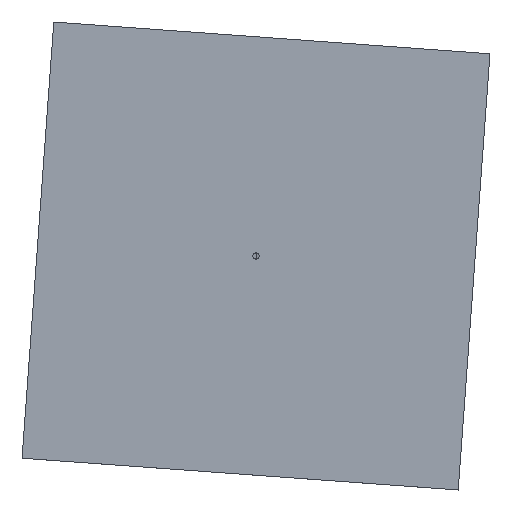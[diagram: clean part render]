
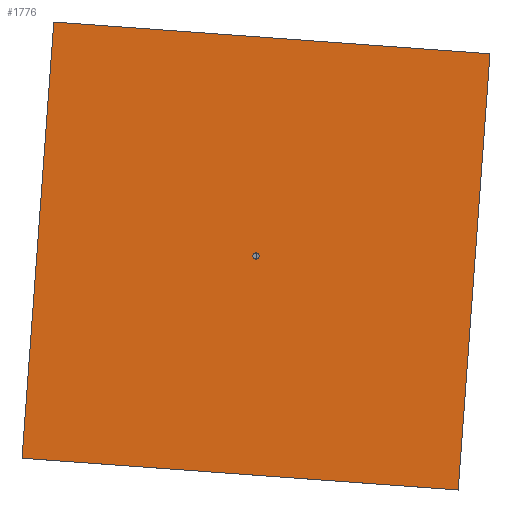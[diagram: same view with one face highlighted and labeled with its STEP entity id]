
A CAD part, top view. The second image highlights one B-rep face of the part: STEP entity #1776.
In plain terms, the highlighted face is planar.
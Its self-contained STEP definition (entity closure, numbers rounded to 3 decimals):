
#1585=DIRECTION('',(-1.,0.,0.));
#1586=VECTOR('',#1585,70.);
#1587=CARTESIAN_POINT('',(35.,1.5,35.));
#1588=LINE('',#1587,#1586);
#1597=DIRECTION('',(0.,0.,-1.));
#1598=VECTOR('',#1597,70.);
#1599=CARTESIAN_POINT('',(-35.,1.5,35.));
#1600=LINE('',#1599,#1598);
#1609=DIRECTION('',(1.,0.,0.));
#1610=VECTOR('',#1609,70.);
#1611=CARTESIAN_POINT('',(-35.,1.5,-35.));
#1612=LINE('',#1611,#1610);
#1621=DIRECTION('',(0.,0.,1.));
#1622=VECTOR('',#1621,70.);
#1623=CARTESIAN_POINT('',(35.,1.5,-35.));
#1624=LINE('',#1623,#1622);
#1625=CARTESIAN_POINT('',(0.,1.5,0.));
#1626=DIRECTION('',(0.,-1.,0.));
#1627=DIRECTION('',(1.,0.,0.));
#1628=AXIS2_PLACEMENT_3D('',#1625,#1626,#1627);
#1630=CARTESIAN_POINT('',(0.,1.5,0.));
#1631=DIRECTION('',(0.,-1.,0.));
#1632=DIRECTION('',(-1.,0.,0.));
#1633=AXIS2_PLACEMENT_3D('',#1630,#1631,#1632);
#1647=CARTESIAN_POINT('',(-35.,1.5,35.));
#1648=VERTEX_POINT('',#1647);
#1649=CARTESIAN_POINT('',(-35.,1.5,-35.));
#1650=VERTEX_POINT('',#1649);
#1653=CARTESIAN_POINT('',(35.,1.5,-35.));
#1654=VERTEX_POINT('',#1653);
#1657=CARTESIAN_POINT('',(35.,1.5,35.));
#1658=VERTEX_POINT('',#1657);
#1659=CARTESIAN_POINT('',(-0.5,1.5,0.));
#1661=VERTEX_POINT('',#1659);
#1663=CARTESIAN_POINT('',(0.5,1.5,0.));
#1665=VERTEX_POINT('',#1663);
#1760=CARTESIAN_POINT('',(0.,1.5,0.));
#1761=DIRECTION('',(0.,1.,0.));
#1762=DIRECTION('',(0.,0.,1.));
#1763=AXIS2_PLACEMENT_3D('',#1760,#1761,#1762);
#1764=PLANE('',#1763);
#1765=ORIENTED_EDGE('',*,*,#1712,.T.);
#1766=ORIENTED_EDGE('',*,*,#1727,.T.);
#1767=ORIENTED_EDGE('',*,*,#1741,.T.);
#1768=ORIENTED_EDGE('',*,*,#1754,.T.);
#1769=EDGE_LOOP('',(#1765,#1766,#1767,#1768));
#1770=FACE_OUTER_BOUND('',#1769,.F.);
#1772=ORIENTED_EDGE('',*,*,#1771,.F.);
#1773=ORIENTED_EDGE('',*,*,#1676,.F.);
#1774=EDGE_LOOP('',(#1772,#1773));
#1775=FACE_BOUND('',#1774,.F.);
#1776=ADVANCED_FACE('',(#1770,#1775),#1764,.T.);
#1629=CIRCLE('',#1628,0.5);
#1634=CIRCLE('',#1633,0.5);
#1676=EDGE_CURVE('',#1661,#1665,#1634,.T.);
#1712=EDGE_CURVE('',#1658,#1648,#1588,.T.);
#1727=EDGE_CURVE('',#1648,#1650,#1600,.T.);
#1741=EDGE_CURVE('',#1650,#1654,#1612,.T.);
#1754=EDGE_CURVE('',#1654,#1658,#1624,.T.);
#1771=EDGE_CURVE('',#1665,#1661,#1629,.T.);
